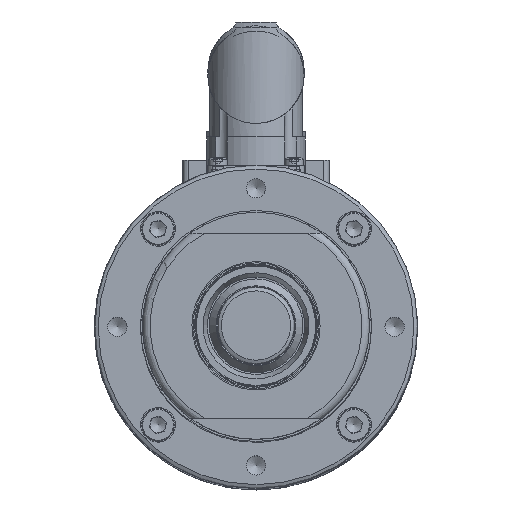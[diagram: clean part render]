
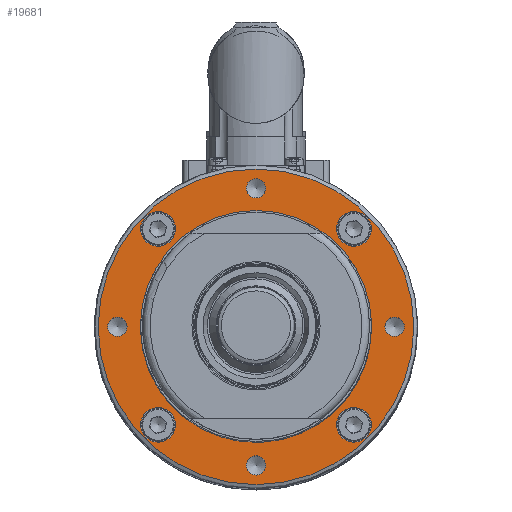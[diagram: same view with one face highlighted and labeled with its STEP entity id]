
A CAD part, top view. The second image highlights one B-rep face of the part: STEP entity #19681.
In plain terms, the highlighted planar face has unit normal (0, 0, 1).
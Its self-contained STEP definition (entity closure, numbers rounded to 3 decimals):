
#245 = CARTESIAN_POINT ( 'NONE',  ( -25.456, 25.456, 227. ) ) ;
#303 = EDGE_LOOP ( 'NONE', ( #21787 ) ) ;
#380 = EDGE_CURVE ( 'NONE', #21557, #21557, #41230, .T. ) ;
#662 = CARTESIAN_POINT ( 'NONE',  ( 0., -36., 227. ) ) ;
#770 = CARTESIAN_POINT ( 'NONE',  ( -36., 0., 227. ) ) ;
#1530 = CARTESIAN_POINT ( 'NONE',  ( -20.956, 25.456, 227. ) ) ;
#1533 = EDGE_LOOP ( 'NONE', ( #4034 ) ) ;
#1669 = CIRCLE ( 'NONE', #23648, 41. ) ;
#1821 = DIRECTION ( 'NONE',  ( 0., 0., 1. ) ) ;
#1838 = DIRECTION ( 'NONE',  ( 0., 0., 1. ) ) ;
#2036 = FACE_BOUND ( 'NONE', #25970, .T. ) ;
#2269 = DIRECTION ( 'NONE',  ( 1., 0., 0. ) ) ;
#3988 = VERTEX_POINT ( 'NONE', #31510 ) ;
#4034 = ORIENTED_EDGE ( 'NONE', *, *, #16251, .F. ) ;
#4255 = EDGE_CURVE ( 'NONE', #5639, #5639, #45248, .T. ) ;
#4366 = DIRECTION ( 'NONE',  ( 1., 0., 0. ) ) ;
#4462 = AXIS2_PLACEMENT_3D ( 'NONE', #43117, #25707, #4366 ) ;
#4888 = CARTESIAN_POINT ( 'NONE',  ( 36., 0., 227. ) ) ;
#5638 = CIRCLE ( 'NONE', #11441, 2.5 ) ;
#5639 = VERTEX_POINT ( 'NONE', #18750 ) ;
#6940 = VERTEX_POINT ( 'NONE', #31308 ) ;
#7359 = CARTESIAN_POINT ( 'NONE',  ( 29.8, 0., 227. ) ) ;
#7594 = EDGE_CURVE ( 'NONE', #9753, #9753, #25973, .T. ) ;
#8495 = AXIS2_PLACEMENT_3D ( 'NONE', #18393, #25516, #22562 ) ;
#9513 = DIRECTION ( 'NONE',  ( 1., 0., 0. ) ) ;
#9753 = VERTEX_POINT ( 'NONE', #41013 ) ;
#9793 = EDGE_LOOP ( 'NONE', ( #35002 ) ) ;
#10057 = CARTESIAN_POINT ( 'NONE',  ( 0., 0., 227. ) ) ;
#10813 = VERTEX_POINT ( 'NONE', #7359 ) ;
#10848 = DIRECTION ( 'NONE',  ( 1., 0., 0. ) ) ;
#11153 = DIRECTION ( 'NONE',  ( 0., 0., 1. ) ) ;
#11231 = EDGE_LOOP ( 'NONE', ( #41127 ) ) ;
#11441 = AXIS2_PLACEMENT_3D ( 'NONE', #662, #25381, #42151 ) ;
#11491 = DIRECTION ( 'NONE',  ( 0., 0., 1. ) ) ;
#12011 = CARTESIAN_POINT ( 'NONE',  ( 0., 0., 227. ) ) ;
#12721 = FACE_BOUND ( 'NONE', #303, .T. ) ;
#13045 = EDGE_CURVE ( 'NONE', #21273, #21273, #1669, .T. ) ;
#13407 = ORIENTED_EDGE ( 'NONE', *, *, #33512, .F. ) ;
#13710 = CIRCLE ( 'NONE', #29871, 4.5 ) ;
#14063 = CARTESIAN_POINT ( 'NONE',  ( 2.5, -36., 227. ) ) ;
#14578 = DIRECTION ( 'NONE',  ( 1., 0., 0. ) ) ;
#14646 = DIRECTION ( 'NONE',  ( 1., 0., 0. ) ) ;
#14836 = EDGE_LOOP ( 'NONE', ( #16401 ) ) ;
#15928 = FACE_BOUND ( 'NONE', #29499, .T. ) ;
#15968 = EDGE_LOOP ( 'NONE', ( #35108 ) ) ;
#16152 = DIRECTION ( 'NONE',  ( 1., 0., 0. ) ) ;
#16251 = EDGE_CURVE ( 'NONE', #26254, #26254, #13710, .T. ) ;
#16401 = ORIENTED_EDGE ( 'NONE', *, *, #4255, .F. ) ;
#16906 = EDGE_LOOP ( 'NONE', ( #13407 ) ) ;
#18393 = CARTESIAN_POINT ( 'NONE',  ( 25.456, 25.456, 227. ) ) ;
#18414 = DIRECTION ( 'NONE',  ( 0., 0., 1. ) ) ;
#18750 = CARTESIAN_POINT ( 'NONE',  ( -20.956, -25.456, 227. ) ) ;
#19681 = ADVANCED_FACE ( 'NONE', ( #33420, #2036, #44395, #22908, #33214, #15928, #40333, #32961, #12721, #26772 ), #43505, .T. ) ;
#20686 = DIRECTION ( 'NONE',  ( 0., 0., -1. ) ) ;
#21108 = CARTESIAN_POINT ( 'NONE',  ( 38.5, 0., 227. ) ) ;
#21273 = VERTEX_POINT ( 'NONE', #24683 ) ;
#21557 = VERTEX_POINT ( 'NONE', #21108 ) ;
#21787 = ORIENTED_EDGE ( 'NONE', *, *, #43408, .F. ) ;
#22375 = DIRECTION ( 'NONE',  ( 1., 0., 0. ) ) ;
#22405 = VERTEX_POINT ( 'NONE', #36323 ) ;
#22562 = DIRECTION ( 'NONE',  ( 1., 0., 0. ) ) ;
#22565 = AXIS2_PLACEMENT_3D ( 'NONE', #10057, #20686, #24773 ) ;
#22908 = FACE_BOUND ( 'NONE', #15968, .T. ) ;
#23033 = AXIS2_PLACEMENT_3D ( 'NONE', #770, #31483, #14646 ) ;
#23648 = AXIS2_PLACEMENT_3D ( 'NONE', #35866, #11491, #10848 ) ;
#24002 = EDGE_CURVE ( 'NONE', #10813, #10813, #43030, .T. ) ;
#24213 = EDGE_CURVE ( 'NONE', #3988, #3988, #24778, .T. ) ;
#24683 = CARTESIAN_POINT ( 'NONE',  ( 41., 0., 227. ) ) ;
#24773 = DIRECTION ( 'NONE',  ( 1., 0., 0. ) ) ;
#24778 = CIRCLE ( 'NONE', #37200, 2.5 ) ;
#25381 = DIRECTION ( 'NONE',  ( 0., 0., 1. ) ) ;
#25503 = AXIS2_PLACEMENT_3D ( 'NONE', #43929, #26522, #16152 ) ;
#25516 = DIRECTION ( 'NONE',  ( 0., 0., 1. ) ) ;
#25700 = CIRCLE ( 'NONE', #4462, 4.5 ) ;
#25707 = DIRECTION ( 'NONE',  ( 0., 0., 1. ) ) ;
#25970 = EDGE_LOOP ( 'NONE', ( #32213 ) ) ;
#25973 = CIRCLE ( 'NONE', #23033, 2.5 ) ;
#26254 = VERTEX_POINT ( 'NONE', #1530 ) ;
#26522 = DIRECTION ( 'NONE',  ( 0., 0., 1. ) ) ;
#26772 = FACE_OUTER_BOUND ( 'NONE', #9793, .T. ) ;
#27321 = AXIS2_PLACEMENT_3D ( 'NONE', #4888, #18414, #22375 ) ;
#28340 = CIRCLE ( 'NONE', #8495, 4.5 ) ;
#28929 = ORIENTED_EDGE ( 'NONE', *, *, #36031, .F. ) ;
#29499 = EDGE_LOOP ( 'NONE', ( #28929 ) ) ;
#29871 = AXIS2_PLACEMENT_3D ( 'NONE', #245, #11153, #14578 ) ;
#30870 = ORIENTED_EDGE ( 'NONE', *, *, #24213, .F. ) ;
#31308 = CARTESIAN_POINT ( 'NONE',  ( 29.956, 25.456, 227. ) ) ;
#31483 = DIRECTION ( 'NONE',  ( 0., 0., 1. ) ) ;
#31510 = CARTESIAN_POINT ( 'NONE',  ( 2.5, 36., 227. ) ) ;
#32213 = ORIENTED_EDGE ( 'NONE', *, *, #380, .F. ) ;
#32961 = FACE_BOUND ( 'NONE', #1533, .T. ) ;
#33214 = FACE_BOUND ( 'NONE', #42598, .T. ) ;
#33234 = CARTESIAN_POINT ( 'NONE',  ( 0., 36., 227. ) ) ;
#33420 = FACE_BOUND ( 'NONE', #11231, .T. ) ;
#33512 = EDGE_CURVE ( 'NONE', #38701, #38701, #5638, .T. ) ;
#35002 = ORIENTED_EDGE ( 'NONE', *, *, #13045, .T. ) ;
#35108 = ORIENTED_EDGE ( 'NONE', *, *, #7594, .F. ) ;
#35866 = CARTESIAN_POINT ( 'NONE',  ( 0., 0., 227. ) ) ;
#36031 = EDGE_CURVE ( 'NONE', #22405, #22405, #25700, .T. ) ;
#36323 = CARTESIAN_POINT ( 'NONE',  ( 29.956, -25.456, 227. ) ) ;
#36554 = AXIS2_PLACEMENT_3D ( 'NONE', #12011, #1821, #9513 ) ;
#37200 = AXIS2_PLACEMENT_3D ( 'NONE', #33234, #1838, #2269 ) ;
#38701 = VERTEX_POINT ( 'NONE', #14063 ) ;
#40333 = FACE_BOUND ( 'NONE', #14836, .T. ) ;
#41013 = CARTESIAN_POINT ( 'NONE',  ( -33.5, 0., 227. ) ) ;
#41127 = ORIENTED_EDGE ( 'NONE', *, *, #24002, .T. ) ;
#41230 = CIRCLE ( 'NONE', #27321, 2.5 ) ;
#42151 = DIRECTION ( 'NONE',  ( 1., 0., 0. ) ) ;
#42598 = EDGE_LOOP ( 'NONE', ( #30870 ) ) ;
#43030 = CIRCLE ( 'NONE', #22565, 29.8 ) ;
#43117 = CARTESIAN_POINT ( 'NONE',  ( 25.456, -25.456, 227. ) ) ;
#43408 = EDGE_CURVE ( 'NONE', #6940, #6940, #28340, .T. ) ;
#43505 = PLANE ( 'NONE',  #36554 ) ;
#43929 = CARTESIAN_POINT ( 'NONE',  ( -25.456, -25.456, 227. ) ) ;
#44395 = FACE_BOUND ( 'NONE', #16906, .T. ) ;
#45248 = CIRCLE ( 'NONE', #25503, 4.5 ) ;
